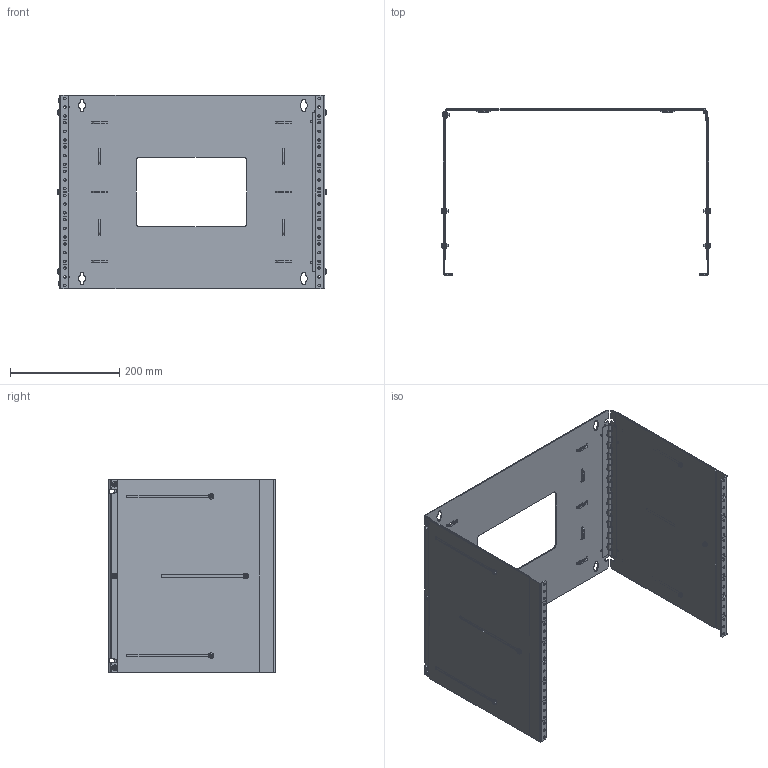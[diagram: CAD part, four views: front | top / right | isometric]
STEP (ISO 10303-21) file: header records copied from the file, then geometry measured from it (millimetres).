
FILE_DESCRIPTION (( 'STEP AP203' ), '1' );
FILE_NAME ('APB19014BK1.step', '2020-11-12T17:20:38', ( 'ADC123' ), ( 'Microsoft' ), 'SwSTEP 2.0', 'SolidWorks 2019', '' );
FILE_SCHEMA (( 'CONFIG_CONTROL_DESIGN' ));
Length unit declared in the file: inch
Products named in the file (1): APB19014BK1
Bounding box: 492.51 x 304.8 x 355.22 mm (x, y, z)
Volume: 1029831.9 mm3; surface area: 1156397.8 mm2
Topology: 26 solids, 26 shells, 876 faces, 2305 edges, 1501 vertices
Faces by surface type: plane 584, cylinder 244, bspline 27, cone 21
Full cylindrical faces by diameter (mm): 3.175 x1, 4.039 x9, 4.496 x48, 4.572 x9, 5.105 x3, 6.198 x9, 6.35 x9, 8.636 x9, 9.906 x9
Entity records: 27372 total; most frequent: CARTESIAN_POINT 5816, DIRECTION 4300, ORIENTED_EDGE 4266, EDGE_CURVE 2133, VECTOR 1522, LINE 1522, VERTEX_POINT 1483, AXIS2_PLACEMENT_3D 1389
